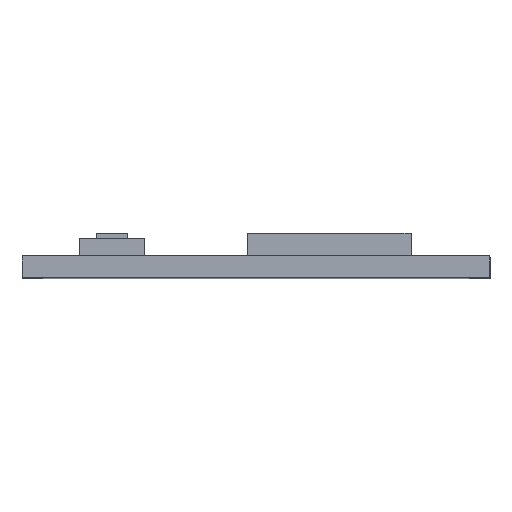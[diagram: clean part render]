
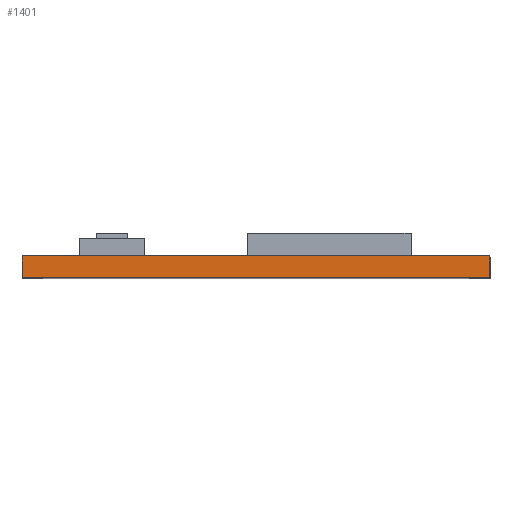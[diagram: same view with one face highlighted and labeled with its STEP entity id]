
A CAD part, top view. The second image highlights one B-rep face of the part: STEP entity #1401.
In plain terms, the highlighted planar face has unit normal (0, 0, 1).
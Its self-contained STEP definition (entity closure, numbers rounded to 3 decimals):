
#88 = CARTESIAN_POINT ( 'NONE',  ( -8.89, 0.813, 13.97 ) ) ;
#113 = CARTESIAN_POINT ( 'NONE',  ( 8.89, 0.813, 13.97 ) ) ;
#253 = LINE ( 'NONE', #954, #1171 ) ;
#710 = DIRECTION ( 'NONE',  ( -1., 0., 0. ) ) ;
#954 = CARTESIAN_POINT ( 'NONE',  ( -8.89, 0.813, 13.97 ) ) ;
#1080 = LINE ( 'NONE', #3695, #2742 ) ;
#1171 = VECTOR ( 'NONE', #4134, 1000. ) ;
#1371 = VERTEX_POINT ( 'NONE', #4472 ) ;
#1401 = ADVANCED_FACE ( 'NONE', ( #6996 ), #5748, .F. ) ;
#1449 = VERTEX_POINT ( 'NONE', #113 ) ;
#1792 = AXIS2_PLACEMENT_3D ( 'NONE', #88, #4528, #710 ) ;
#1899 = VERTEX_POINT ( 'NONE', #3153 ) ;
#2159 = CARTESIAN_POINT ( 'NONE',  ( -8.89, 0.813, 13.97 ) ) ;
#2218 = CARTESIAN_POINT ( 'NONE',  ( -8.89, 0., 13.97 ) ) ;
#2431 = VECTOR ( 'NONE', #4250, 1000. ) ;
#2742 = VECTOR ( 'NONE', #7447, 1000. ) ;
#3153 = CARTESIAN_POINT ( 'NONE',  ( -8.89, 0., 13.97 ) ) ;
#3619 = CARTESIAN_POINT ( 'NONE',  ( 8.89, 0.813, 13.97 ) ) ;
#3695 = CARTESIAN_POINT ( 'NONE',  ( -8.89, 0.813, 13.97 ) ) ;
#3746 = ORIENTED_EDGE ( 'NONE', *, *, #4390, .T. ) ;
#4109 = ORIENTED_EDGE ( 'NONE', *, *, #6202, .F. ) ;
#4134 = DIRECTION ( 'NONE',  ( 1., 0., 0. ) ) ;
#4250 = DIRECTION ( 'NONE',  ( 0., -1., 0. ) ) ;
#4332 = LINE ( 'NONE', #3619, #2431 ) ;
#4390 = EDGE_CURVE ( 'NONE', #5646, #1899, #1080, .T. ) ;
#4472 = CARTESIAN_POINT ( 'NONE',  ( 8.89, 0., 13.97 ) ) ;
#4493 = ORIENTED_EDGE ( 'NONE', *, *, #7587, .T. ) ;
#4528 = DIRECTION ( 'NONE',  ( 0., 0., -1. ) ) ;
#4983 = LINE ( 'NONE', #2218, #5870 ) ;
#5304 = DIRECTION ( 'NONE',  ( 1., 0., 0. ) ) ;
#5646 = VERTEX_POINT ( 'NONE', #2159 ) ;
#5748 = PLANE ( 'NONE',  #1792 ) ;
#5870 = VECTOR ( 'NONE', #5304, 1000. ) ;
#6202 = EDGE_CURVE ( 'NONE', #1449, #1371, #4332, .T. ) ;
#6944 = ORIENTED_EDGE ( 'NONE', *, *, #7017, .F. ) ;
#6996 = FACE_OUTER_BOUND ( 'NONE', #8129, .T. ) ;
#7017 = EDGE_CURVE ( 'NONE', #5646, #1449, #253, .T. ) ;
#7447 = DIRECTION ( 'NONE',  ( 0., -1., 0. ) ) ;
#7587 = EDGE_CURVE ( 'NONE', #1899, #1371, #4983, .T. ) ;
#8129 = EDGE_LOOP ( 'NONE', ( #4493, #4109, #6944, #3746 ) ) ;
